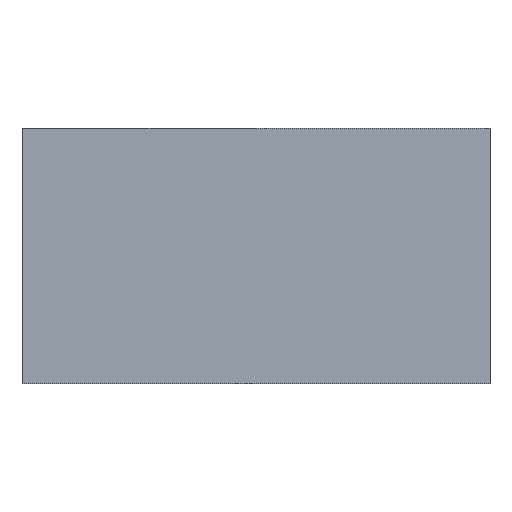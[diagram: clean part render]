
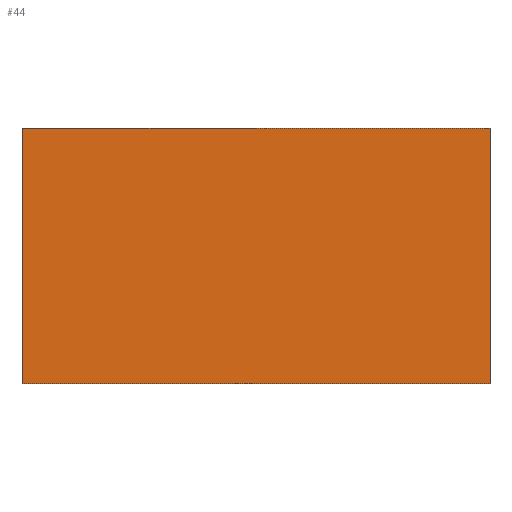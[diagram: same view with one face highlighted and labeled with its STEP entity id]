
A CAD part, front view. The second image highlights one B-rep face of the part: STEP entity #44.
In plain terms, the highlighted planar face has unit normal (0, -1, 0).
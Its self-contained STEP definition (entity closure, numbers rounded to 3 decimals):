
#3 = CARTESIAN_POINT ( 'NONE',  ( -5.5, 0., 0. ) ) ;
#22 = FACE_OUTER_BOUND ( 'NONE', #46, .T. ) ;
#26 = PLANE ( 'NONE',  #94 ) ;
#44 = ADVANCED_FACE ( 'NONE', ( #22 ), #26, .F. ) ;
#46 = EDGE_LOOP ( 'NONE', ( #254, #282, #426, #370 ) ) ;
#56 = CARTESIAN_POINT ( 'NONE',  ( -5.5, 0., 3. ) ) ;
#66 = DIRECTION ( 'NONE',  ( 1., 0., 0. ) ) ;
#75 = CARTESIAN_POINT ( 'NONE',  ( 0., 0., 0. ) ) ;
#77 = DIRECTION ( 'NONE',  ( 0., 1., 0. ) ) ;
#94 = AXIS2_PLACEMENT_3D ( 'NONE', #75, #77, #613 ) ;
#111 = DIRECTION ( 'NONE',  ( 0., 0., -1. ) ) ;
#114 = CARTESIAN_POINT ( 'NONE',  ( 5.5, 0., -3. ) ) ;
#125 = LINE ( 'NONE', #3, #198 ) ;
#151 = CARTESIAN_POINT ( 'NONE',  ( 0., 0., 3. ) ) ;
#165 = VECTOR ( 'NONE', #638, 1000. ) ;
#172 = LINE ( 'NONE', #151, #165 ) ;
#198 = VECTOR ( 'NONE', #111, 1000. ) ;
#213 = CARTESIAN_POINT ( 'NONE',  ( -5.5, 0., -3. ) ) ;
#254 = ORIENTED_EDGE ( 'NONE', *, *, #602, .T. ) ;
#273 = VECTOR ( 'NONE', #66, 1000. ) ;
#282 = ORIENTED_EDGE ( 'NONE', *, *, #385, .F. ) ;
#323 = EDGE_CURVE ( 'NONE', #525, #479, #172, .T. ) ;
#358 = DIRECTION ( 'NONE',  ( 0., 0., -1. ) ) ;
#370 = ORIENTED_EDGE ( 'NONE', *, *, #427, .T. ) ;
#382 = LINE ( 'NONE', #509, #624 ) ;
#385 = EDGE_CURVE ( 'NONE', #479, #595, #382, .T. ) ;
#398 = CARTESIAN_POINT ( 'NONE',  ( 5.5, 0., 3. ) ) ;
#426 = ORIENTED_EDGE ( 'NONE', *, *, #323, .F. ) ;
#427 = EDGE_CURVE ( 'NONE', #525, #555, #125, .T. ) ;
#469 = CARTESIAN_POINT ( 'NONE',  ( 0., 0., -3. ) ) ;
#479 = VERTEX_POINT ( 'NONE', #398 ) ;
#509 = CARTESIAN_POINT ( 'NONE',  ( 5.5, 0., 0. ) ) ;
#525 = VERTEX_POINT ( 'NONE', #56 ) ;
#555 = VERTEX_POINT ( 'NONE', #213 ) ;
#564 = LINE ( 'NONE', #469, #273 ) ;
#595 = VERTEX_POINT ( 'NONE', #114 ) ;
#602 = EDGE_CURVE ( 'NONE', #555, #595, #564, .T. ) ;
#613 = DIRECTION ( 'NONE',  ( 0., 0., 1. ) ) ;
#624 = VECTOR ( 'NONE', #358, 1000. ) ;
#638 = DIRECTION ( 'NONE',  ( 1., 0., 0. ) ) ;
